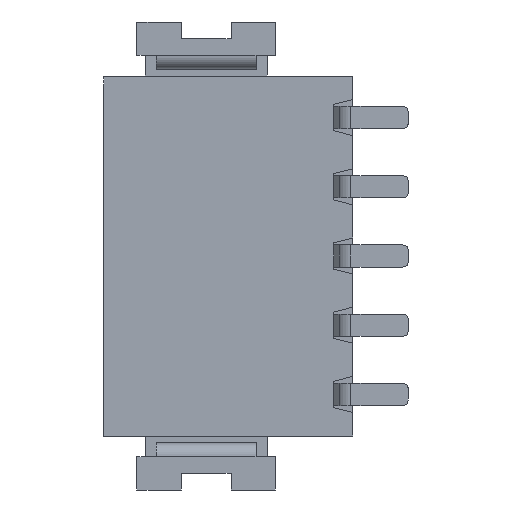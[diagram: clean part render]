
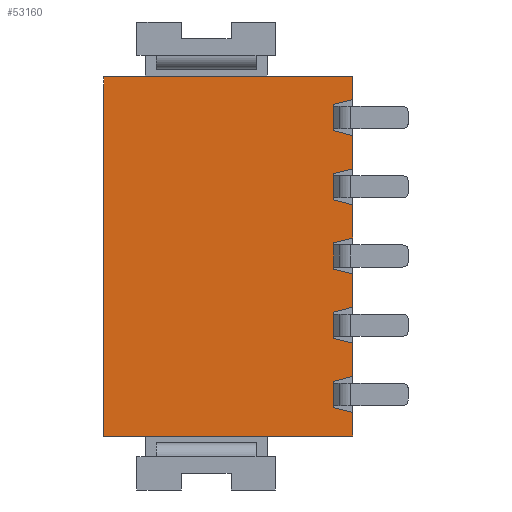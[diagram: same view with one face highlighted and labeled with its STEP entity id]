
A CAD part, front view. The second image highlights one B-rep face of the part: STEP entity #53160.
In plain terms, the highlighted planar face has unit normal (0, -1, 0).
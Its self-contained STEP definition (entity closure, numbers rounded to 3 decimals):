
#6090=CARTESIAN_POINT('',(-13.539,-17.222,5.55));
#6100=VERTEX_POINT('',#6090);
#6250=CARTESIAN_POINT('',(-4.539,-17.222,5.55));
#6260=VERTEX_POINT('',#6250);
#6290=CARTESIAN_POINT('',(0.,-17.222,5.55));
#6300=DIRECTION('',(1.,0.,0.));
#6310=VECTOR('',#6300,1.);
#6320=LINE('',#6290,#6310);
#6330=EDGE_CURVE('',#6100,#6260,#6320,.T.);
#10910=CARTESIAN_POINT('',(0.,-17.222,5.835));
#10920=DIRECTION('',(-0.97,0.,-0.243));
#10930=VECTOR('',#10920,1.);
#10940=LINE('',#10910,#10930);
#10950=CARTESIAN_POINT('',(-4.539,-17.222,4.7));
#10960=VERTEX_POINT('',#10950);
#10970=CARTESIAN_POINT('',(-5.239,-17.222,4.525));
#10980=VERTEX_POINT('',#10970);
#10990=EDGE_CURVE('',#10960,#10980,#10940,.T.);
#51350=CARTESIAN_POINT('',(-11.497,-17.222,-1.222
));
#51360=DIRECTION('',(0.,-1.,0.));
#51370=DIRECTION('',(1.,0.,0.));
#51380=AXIS2_PLACEMENT_3D('',#51350,#51360,#51370);
#51390=PLANE('',#51380);
#51400=ORIENTED_EDGE('',*,*,#6330,.F.);
#51410=CARTESIAN_POINT('',(-4.539,-17.222,2.55));
#51420=DIRECTION('',(0.,0.,-1.));
#51430=VECTOR('',#51420,1.);
#51440=LINE('',#51410,#51430);
#51450=EDGE_CURVE('',#6260,#10960,#51440,.T.);
#51460=ORIENTED_EDGE('',*,*,#51450,.F.);
#51470=ORIENTED_EDGE('',*,*,#10990,.F.);
#51480=CARTESIAN_POINT('',(-5.239,-17.222,0.));
#51490=DIRECTION('',(0.,0.,1.));
#51500=VECTOR('',#51490,1.);
#51510=LINE('',#51480,#51500);
#51520=CARTESIAN_POINT('',(-5.239,-17.222,3.575));
#51530=VERTEX_POINT('',#51520);
#51540=EDGE_CURVE('',#51530,#10980,#51510,.T.);
#51550=ORIENTED_EDGE('',*,*,#51540,.T.);
#51560=CARTESIAN_POINT('',(0.,-17.222,2.265));
#51570=DIRECTION('',(0.97,0.,-0.243));
#51580=VECTOR('',#51570,1.);
#51590=LINE('',#51560,#51580);
#51600=CARTESIAN_POINT('',(-4.539,-17.222,3.4));
#51610=VERTEX_POINT('',#51600);
#51620=EDGE_CURVE('',#51530,#51610,#51590,.T.);
#51630=ORIENTED_EDGE('',*,*,#51620,.F.);
#51640=CARTESIAN_POINT('',(-4.539,-17.222,5.05));
#51650=DIRECTION('',(0.,0.,-1.));
#51660=VECTOR('',#51650,1.);
#51670=LINE('',#51640,#51660);
#51680=CARTESIAN_POINT('',(-4.539,-17.222,2.2));
#51690=VERTEX_POINT('',#51680);
#51700=EDGE_CURVE('',#51610,#51690,#51670,.T.);
#51710=ORIENTED_EDGE('',*,*,#51700,.F.);
#51720=CARTESIAN_POINT('',(0.,-17.222,3.335));
#51730=DIRECTION('',(-0.97,0.,-0.243));
#51740=VECTOR('',#51730,1.);
#51750=LINE('',#51720,#51740);
#51760=CARTESIAN_POINT('',(-5.239,-17.222,2.025));
#51770=VERTEX_POINT('',#51760);
#51780=EDGE_CURVE('',#51690,#51770,#51750,.T.);
#51790=ORIENTED_EDGE('',*,*,#51780,.F.);
#51800=CARTESIAN_POINT('',(-5.239,-17.222,0.));
#51810=DIRECTION('',(0.,0.,1.));
#51820=VECTOR('',#51810,1.);
#51830=LINE('',#51800,#51820);
#51840=CARTESIAN_POINT('',(-5.239,-17.222,1.075));
#51850=VERTEX_POINT('',#51840);
#51860=EDGE_CURVE('',#51850,#51770,#51830,.T.);
#51870=ORIENTED_EDGE('',*,*,#51860,.T.);
#51880=CARTESIAN_POINT('',(0.,-17.222,-0.235));
#51890=DIRECTION('',(0.97,0.,-0.243));
#51900=VECTOR('',#51890,1.);
#51910=LINE('',#51880,#51900);
#51920=CARTESIAN_POINT('',(-4.539,-17.222,0.9));
#51930=VERTEX_POINT('',#51920);
#51940=EDGE_CURVE('',#51850,#51930,#51910,.T.);
#51950=ORIENTED_EDGE('',*,*,#51940,.F.);
#51960=CARTESIAN_POINT('',(-4.539,-17.222,2.55));
#51970=DIRECTION('',(0.,0.,-1.));
#51980=VECTOR('',#51970,1.);
#51990=LINE('',#51960,#51980);
#52000=CARTESIAN_POINT('',(-4.539,-17.222,-0.3));
#52010=VERTEX_POINT('',#52000);
#52020=EDGE_CURVE('',#51930,#52010,#51990,.T.);
#52030=ORIENTED_EDGE('',*,*,#52020,.F.);
#52040=CARTESIAN_POINT('',(0.,-17.222,0.835));
#52050=DIRECTION('',(-0.97,0.,-0.243));
#52060=VECTOR('',#52050,1.);
#52070=LINE('',#52040,#52060);
#52080=CARTESIAN_POINT('',(-5.239,-17.222,-0.475));
#52090=VERTEX_POINT('',#52080);
#52100=EDGE_CURVE('',#52010,#52090,#52070,.T.);
#52110=ORIENTED_EDGE('',*,*,#52100,.F.);
#52120=CARTESIAN_POINT('',(-5.239,-17.222,-2.5));
#52130=DIRECTION('',(0.,0.,1.));
#52140=VECTOR('',#52130,1.);
#52150=LINE('',#52120,#52140);
#52160=CARTESIAN_POINT('',(-5.239,-17.222,-1.425));
#52170=VERTEX_POINT('',#52160);
#52180=EDGE_CURVE('',#52170,#52090,#52150,.T.);
#52190=ORIENTED_EDGE('',*,*,#52180,.T.);
#52200=CARTESIAN_POINT('',(0.,-17.222,-2.735));
#52210=DIRECTION('',(0.97,0.,-0.243));
#52220=VECTOR('',#52210,1.);
#52230=LINE('',#52200,#52220);
#52240=CARTESIAN_POINT('',(-4.539,-17.222,-1.6));
#52250=VERTEX_POINT('',#52240);
#52260=EDGE_CURVE('',#52170,#52250,#52230,.T.);
#52270=ORIENTED_EDGE('',*,*,#52260,.F.);
#52280=CARTESIAN_POINT('',(-4.539,-17.222,0.05));
#52290=DIRECTION('',(0.,0.,-1.));
#52300=VECTOR('',#52290,1.);
#52310=LINE('',#52280,#52300);
#52320=CARTESIAN_POINT('',(-4.539,-17.222,-2.8));
#52330=VERTEX_POINT('',#52320);
#52340=EDGE_CURVE('',#52250,#52330,#52310,.T.);
#52350=ORIENTED_EDGE('',*,*,#52340,.F.);
#52360=CARTESIAN_POINT('',(0.,-17.222,-1.665));
#52370=DIRECTION('',(-0.97,0.,-0.243));
#52380=VECTOR('',#52370,1.);
#52390=LINE('',#52360,#52380);
#52400=CARTESIAN_POINT('',(-5.239,-17.222,-2.975));
#52410=VERTEX_POINT('',#52400);
#52420=EDGE_CURVE('',#52330,#52410,#52390,.T.);
#52430=ORIENTED_EDGE('',*,*,#52420,.F.);
#52440=CARTESIAN_POINT('',(-5.239,-17.222,-7.5));
#52450=DIRECTION('',(0.,0.,1.));
#52460=VECTOR('',#52450,1.);
#52470=LINE('',#52440,#52460);
#52480=CARTESIAN_POINT('',(-5.239,-17.222,-3.925));
#52490=VERTEX_POINT('',#52480);
#52500=EDGE_CURVE('',#52490,#52410,#52470,.T.);
#52510=ORIENTED_EDGE('',*,*,#52500,.T.);
#52520=CARTESIAN_POINT('',(0.,-17.222,-5.235));
#52530=DIRECTION('',(0.97,0.,-0.243));
#52540=VECTOR('',#52530,1.);
#52550=LINE('',#52520,#52540);
#52560=CARTESIAN_POINT('',(-4.539,-17.222,-4.1));
#52570=VERTEX_POINT('',#52560);
#52580=EDGE_CURVE('',#52490,#52570,#52550,.T.);
#52590=ORIENTED_EDGE('',*,*,#52580,.F.);
#52600=CARTESIAN_POINT('',(-4.539,-17.222,-2.45));
#52610=DIRECTION('',(0.,0.,-1.));
#52620=VECTOR('',#52610,1.);
#52630=LINE('',#52600,#52620);
#52640=CARTESIAN_POINT('',(-4.539,-17.222,-5.3));
#52650=VERTEX_POINT('',#52640);
#52660=EDGE_CURVE('',#52570,#52650,#52630,.T.);
#52670=ORIENTED_EDGE('',*,*,#52660,.F.);
#52680=CARTESIAN_POINT('',(0.,-17.222,-4.165));
#52690=DIRECTION('',(-0.97,0.,-0.243));
#52700=VECTOR('',#52690,1.);
#52710=LINE('',#52680,#52700);
#52720=CARTESIAN_POINT('',(-5.239,-17.222,-5.475));
#52730=VERTEX_POINT('',#52720);
#52740=EDGE_CURVE('',#52650,#52730,#52710,.T.);
#52750=ORIENTED_EDGE('',*,*,#52740,.F.);
#52760=CARTESIAN_POINT('',(-5.239,-17.222,-7.5));
#52770=DIRECTION('',(0.,0.,1.));
#52780=VECTOR('',#52770,1.);
#52790=LINE('',#52760,#52780);
#52800=CARTESIAN_POINT('',(-5.239,-17.222,-6.425));
#52810=VERTEX_POINT('',#52800);
#52820=EDGE_CURVE('',#52810,#52730,#52790,.T.);
#52830=ORIENTED_EDGE('',*,*,#52820,.T.);
#52840=CARTESIAN_POINT('',(0.,-17.222,-7.735));
#52850=DIRECTION('',(0.97,0.,-0.243));
#52860=VECTOR('',#52850,1.);
#52870=LINE('',#52840,#52860);
#52880=CARTESIAN_POINT('',(-4.539,-17.222,-6.6));
#52890=VERTEX_POINT('',#52880);
#52900=EDGE_CURVE('',#52810,#52890,#52870,.T.);
#52910=ORIENTED_EDGE('',*,*,#52900,.F.);
#52920=CARTESIAN_POINT('',(-4.539,-17.222,-2.45));
#52930=DIRECTION('',(0.,0.,-1.));
#52940=VECTOR('',#52930,1.);
#52950=LINE('',#52920,#52940);
#52960=CARTESIAN_POINT('',(-4.539,-17.222,-7.45));
#52970=VERTEX_POINT('',#52960);
#52980=EDGE_CURVE('',#52890,#52970,#52950,.T.);
#52990=ORIENTED_EDGE('',*,*,#52980,.F.);
#53000=CARTESIAN_POINT('',(0.,-17.222,-7.45));
#53010=DIRECTION('',(-1.,0.,0.));
#53020=VECTOR('',#53010,1.);
#53030=LINE('',#53000,#53020);
#53040=CARTESIAN_POINT('',(-13.539,-17.222,-7.45));
#53050=VERTEX_POINT('',#53040);
#53060=EDGE_CURVE('',#52970,#53050,#53030,.T.);
#53070=ORIENTED_EDGE('',*,*,#53060,.F.);
#53080=CARTESIAN_POINT('',(-13.539,-17.222,-10.));
#53090=DIRECTION('',(0.,0.,1.));
#53100=VECTOR('',#53090,1.);
#53110=LINE('',#53080,#53100);
#53120=EDGE_CURVE('',#53050,#6100,#53110,.T.);
#53130=ORIENTED_EDGE('',*,*,#53120,.F.);
#53140=EDGE_LOOP('',(#53130,#53070,#52990,#52910,#52830,#52750,#52670,
#52590,#52510,#52430,#52350,#52270,#52190,#52110,#52030,#51950,#51870,
#51790,#51710,#51630,#51550,#51470,#51460,#51400));
#53150=FACE_OUTER_BOUND('',#53140,.T.);
#53160=ADVANCED_FACE('',(#53150),#51390,.T.);
